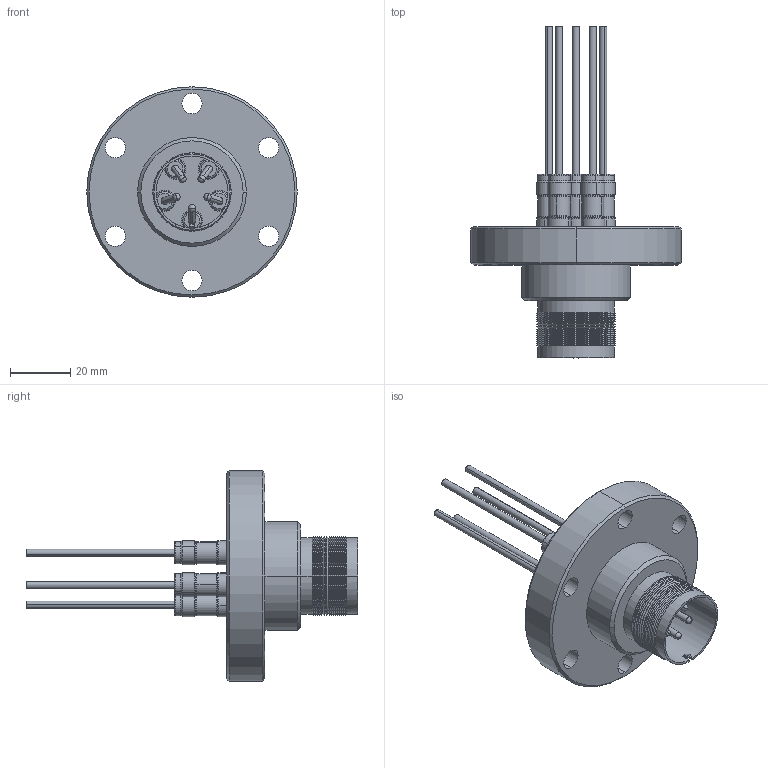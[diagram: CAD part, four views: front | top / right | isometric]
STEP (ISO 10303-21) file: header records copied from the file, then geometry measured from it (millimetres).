
FILE_DESCRIPTION (( 'STEP AP203' ), '1' );
FILE_NAME ('A0755-1-CF.STEP', '2013-03-20T18:06:26', ( '' ), ( '' ), 'SwSTEP 2.0', 'SolidWorks 2012', '' );
FILE_SCHEMA (( 'CONFIG_CONTROL_DESIGN' ));
Length unit declared in the file: inch
Products named in the file (1): A0755-1-CF
Bounding box: 69.85 x 110.12 x 69.85 mm (x, y, z)
Volume: 50166 mm3; surface area: 25403.3 mm2
Topology: 1 solids, 1 shells, 396 faces, 848 edges, 498 vertices
Faces by surface type: cylinder 178, cone 122, plane 56, torus 40
Entity records: 10785 total; most frequent: DIRECTION 2086, CARTESIAN_POINT 1869, ORIENTED_EDGE 1696, AXIS2_PLACEMENT_3D 883, EDGE_CURVE 848, VERTEX_POINT 498, CIRCLE 486, EDGE_LOOP 452
